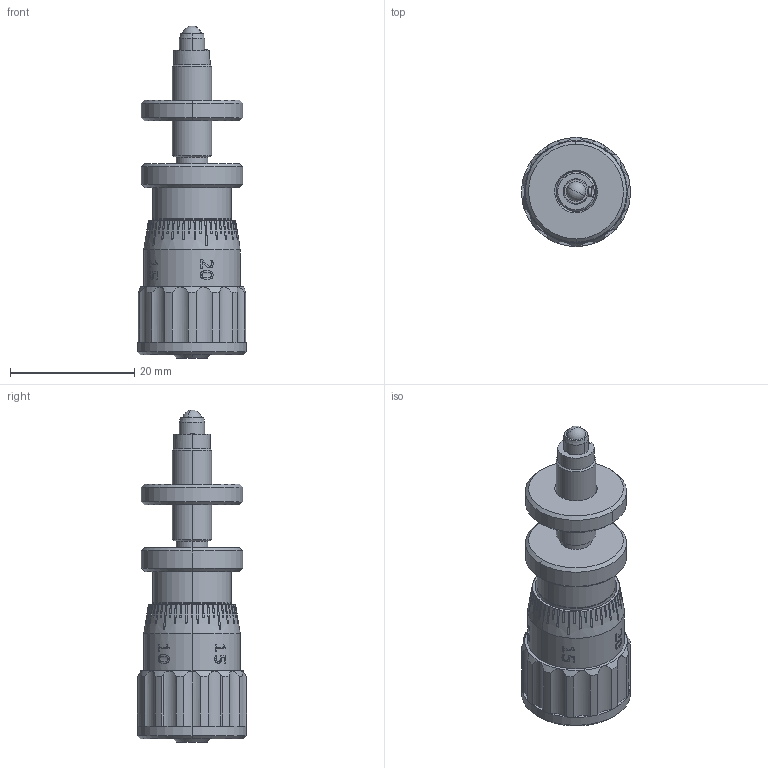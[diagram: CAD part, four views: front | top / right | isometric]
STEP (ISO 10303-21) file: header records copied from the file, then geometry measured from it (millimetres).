
FILE_DESCRIPTION (( 'STEP AP214' ), '1' );
FILE_NAME ('1578-E0W.STEP', '2014-04-14T13:57:15', ( 'admin' ), ( '' ), 'SwSTEP 2.0', 'SolidWorks 2012', '' );
FILE_SCHEMA (( 'AUTOMOTIVE_DESIGN' ));
Length unit declared in the file: inch
Products named in the file (1): 1578-E0W
Bounding box: 17.53 x 17.53 x 53.36 mm (x, y, z)
Volume: 5925.4 mm3; surface area: 7637.1 mm2
Topology: 11 solids, 11 shells, 562 faces, 1483 edges, 965 vertices
Faces by surface type: plane 252, cylinder 128, cone 99, bspline 73, torus 6, sphere 4
Full cylindrical faces by diameter (mm): 12.548 x1
Entity records: 33941 total; most frequent: CARTESIAN_POINT 13239, ORIENTED_EDGE 2954, DIRECTION 2497, EDGE_CURVE 1477, AXIS2_PLACEMENT_3D 1003, VERTEX_POINT 963, EDGE_LOOP 608, DIMENSIONAL_EXPONENTS 575
